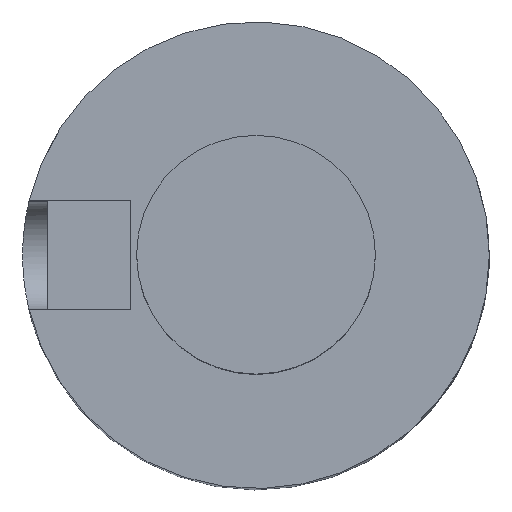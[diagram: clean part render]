
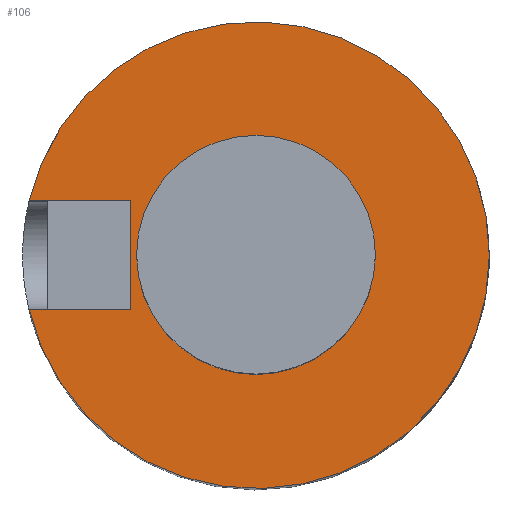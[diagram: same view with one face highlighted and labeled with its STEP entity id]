
A CAD part, top view. The second image highlights one B-rep face of the part: STEP entity #106.
In plain terms, the highlighted planar face has unit normal (0, 0, 1).
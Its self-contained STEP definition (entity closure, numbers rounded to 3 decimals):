
#61=PLANE('',#483);
#82=FACE_OUTER_BOUND('',#142,.T.);
#106=ADVANCED_FACE('',(#82),#61,.T.);
#142=EDGE_LOOP('',(#219,#220,#221,#222));
#161=CIRCLE('',#468,10.75);
#219=ORIENTED_EDGE('',*,*,#339,.F.);
#220=ORIENTED_EDGE('',*,*,#340,.F.);
#221=ORIENTED_EDGE('',*,*,#341,.F.);
#222=ORIENTED_EDGE('',*,*,#311,.T.);
#275=VERTEX_POINT('',#628);
#277=VERTEX_POINT('',#631);
#296=VERTEX_POINT('',#726);
#297=VERTEX_POINT('',#728);
#311=EDGE_CURVE('',#277,#275,#161,.T.);
#339=EDGE_CURVE('',#296,#275,#383,.T.);
#340=EDGE_CURVE('',#297,#296,#384,.T.);
#341=EDGE_CURVE('',#277,#297,#385,.T.);
#383=LINE('',#725,#422);
#384=LINE('',#727,#423);
#385=LINE('',#729,#424);
#422=VECTOR('',#563,1.);
#423=VECTOR('',#564,1.);
#424=VECTOR('',#565,1.);
#468=AXIS2_PLACEMENT_3D('',#630,#513,#514);
#483=AXIS2_PLACEMENT_3D('',#730,#566,#567);
#513=DIRECTION('',(0.,0.,1.));
#514=DIRECTION('',(-1.,0.,0.));
#563=DIRECTION('',(-1.,0.,0.));
#564=DIRECTION('',(0.,1.,0.));
#565=DIRECTION('',(1.,0.,0.));
#566=DIRECTION('',(0.,0.,1.));
#567=DIRECTION('',(-1.,0.,0.));
#628=CARTESIAN_POINT('',(-10.455,2.5,0.));
#630=CARTESIAN_POINT('',(0.,0.,0.));
#631=CARTESIAN_POINT('',(-10.455,-2.5,0.));
#725=CARTESIAN_POINT('',(0.,2.5,0.));
#726=CARTESIAN_POINT('',(-5.8,2.5,0.));
#727=CARTESIAN_POINT('',(-5.8,0.,0.));
#728=CARTESIAN_POINT('',(-5.8,-2.5,0.));
#729=CARTESIAN_POINT('',(0.,-2.5,0.));
#730=CARTESIAN_POINT('',(0.,0.,0.));
